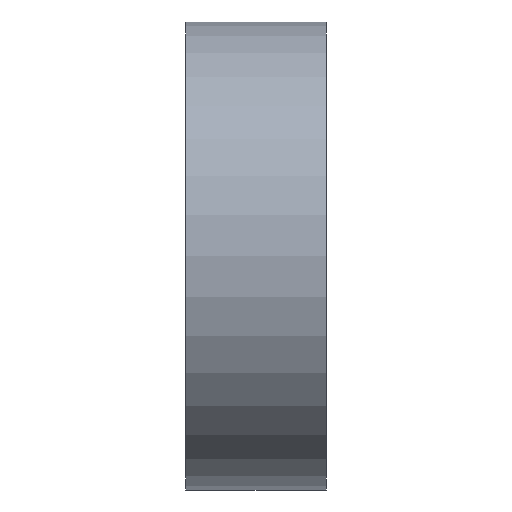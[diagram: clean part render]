
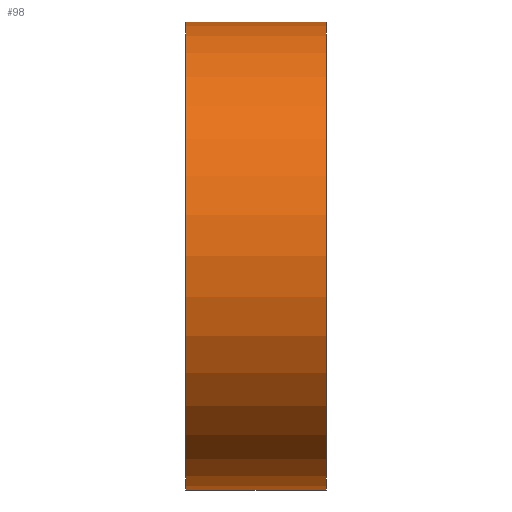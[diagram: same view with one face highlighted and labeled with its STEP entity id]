
A CAD part, left-side view. The second image highlights one B-rep face of the part: STEP entity #98.
In plain terms, the highlighted cylindrical face has radius 5 mm (diameter 10 mm), a partial arc.
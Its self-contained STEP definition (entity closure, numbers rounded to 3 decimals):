
#1 = EDGE_CURVE ( 'NONE', #145, #235, #205, .T. ) ;
#8 = ORIENTED_EDGE ( 'NONE', *, *, #1, .T. ) ;
#9 = AXIS2_PLACEMENT_3D ( 'NONE', #237, #234, #130 ) ;
#18 = VERTEX_POINT ( 'NONE', #125 ) ;
#30 = CARTESIAN_POINT ( 'NONE',  ( 0., 3., -5. ) ) ;
#34 = ORIENTED_EDGE ( 'NONE', *, *, #99, .F. ) ;
#35 = DIRECTION ( 'NONE',  ( 0., -1., 0. ) ) ;
#49 = DIRECTION ( 'NONE',  ( 0., 1., 0. ) ) ;
#51 = CARTESIAN_POINT ( 'NONE',  ( 0., 0., 5. ) ) ;
#53 = AXIS2_PLACEMENT_3D ( 'NONE', #188, #49, #171 ) ;
#55 = DIRECTION ( 'NONE',  ( 0., -1., 0. ) ) ;
#57 = ORIENTED_EDGE ( 'NONE', *, *, #239, .F. ) ;
#63 = AXIS2_PLACEMENT_3D ( 'NONE', #121, #55, #100 ) ;
#64 = EDGE_LOOP ( 'NONE', ( #34, #57, #192, #8 ) ) ;
#67 = LINE ( 'NONE', #30, #168 ) ;
#74 = CIRCLE ( 'NONE', #53, 5. ) ;
#85 = VERTEX_POINT ( 'NONE', #233 ) ;
#94 = CARTESIAN_POINT ( 'NONE',  ( 0., 0., -5. ) ) ;
#98 = ADVANCED_FACE ( 'NONE', ( #108 ), #124, .T. ) ;
#99 = EDGE_CURVE ( 'NONE', #85, #235, #114, .T. ) ;
#100 = DIRECTION ( 'NONE',  ( 0., 0., -1. ) ) ;
#108 = FACE_OUTER_BOUND ( 'NONE', #64, .T. ) ;
#114 = LINE ( 'NONE', #183, #194 ) ;
#119 = EDGE_CURVE ( 'NONE', #18, #145, #67, .T. ) ;
#121 = CARTESIAN_POINT ( 'NONE',  ( 0., 3., 0. ) ) ;
#124 = CYLINDRICAL_SURFACE ( 'NONE', #63, 5. ) ;
#125 = CARTESIAN_POINT ( 'NONE',  ( 0., 3., -5. ) ) ;
#130 = DIRECTION ( 'NONE',  ( 0., 0., 1. ) ) ;
#145 = VERTEX_POINT ( 'NONE', #94 ) ;
#168 = VECTOR ( 'NONE', #193, 1000. ) ;
#171 = DIRECTION ( 'NONE',  ( 0., 0., 1. ) ) ;
#183 = CARTESIAN_POINT ( 'NONE',  ( 0., 3., 5. ) ) ;
#188 = CARTESIAN_POINT ( 'NONE',  ( 0., 3., 0. ) ) ;
#192 = ORIENTED_EDGE ( 'NONE', *, *, #119, .T. ) ;
#193 = DIRECTION ( 'NONE',  ( 0., -1., 0. ) ) ;
#194 = VECTOR ( 'NONE', #35, 1000. ) ;
#205 = CIRCLE ( 'NONE', #9, 5. ) ;
#233 = CARTESIAN_POINT ( 'NONE',  ( 0., 3., 5. ) ) ;
#234 = DIRECTION ( 'NONE',  ( 0., 1., 0. ) ) ;
#235 = VERTEX_POINT ( 'NONE', #51 ) ;
#237 = CARTESIAN_POINT ( 'NONE',  ( 0., 0., 0. ) ) ;
#239 = EDGE_CURVE ( 'NONE', #18, #85, #74, .T. ) ;
